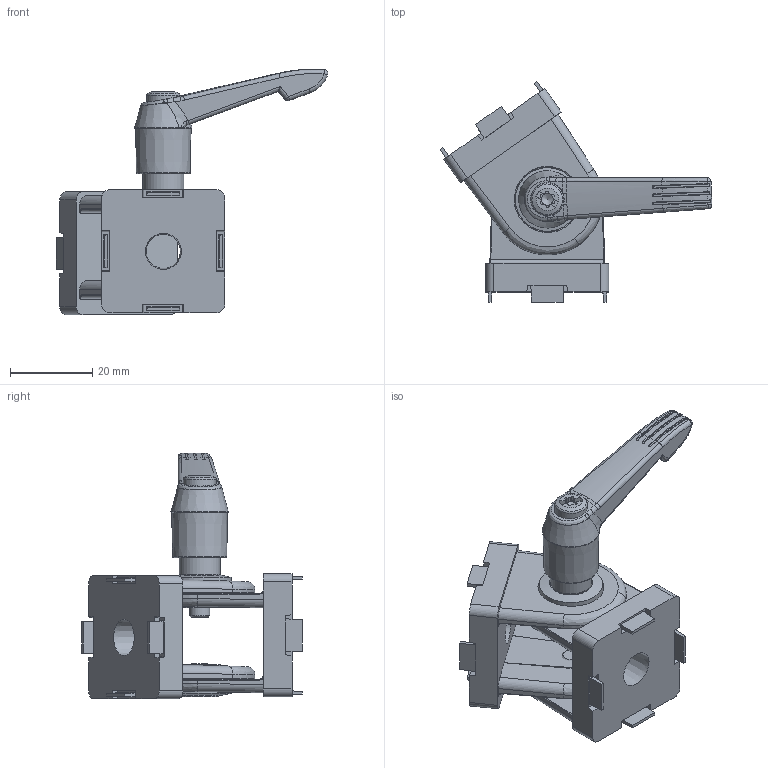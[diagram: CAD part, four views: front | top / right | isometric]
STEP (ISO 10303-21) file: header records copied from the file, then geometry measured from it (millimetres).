
FILE_DESCRIPTION(/* description */ ('KriTec Gelenk 8 30x30 mit Klemmhebel'),/* implementation_level */ '2;1');
FILE_NAME(/* name */ '13619_KriTec_Gelenk_8_30x30_mit_Klemmhebel.stp',/* time_stamp */ '2020-02-07T16:12:06+01:00',/* author */ ('Nell'),/* organization */ (''),/* preprocessor_version */ 'ST-DEVELOPER v17',/* originating_system */ 'Autodesk Inventor 2018',/* authorisation */ '');
FILE_SCHEMA (('AUTOMOTIVE_DESIGN { 1 0 10303 214 3 1 1 }'));
Length unit declared in the file: millimetre
Products named in the file (8): 13619; 13619_2; 13619_5; 13619_6; 13619_7; 13619_3; 13619_4; 13619_1
Assembly tree (10 placements, depth 3):
  13619
    13619_2  x2
    13619_5
      13619_6
      13619_7
    13619_3  x2
    13619_4  x2
    13619_1
Bounding box: 66.18 x 53.72 x 59.89 mm (x, y, z)
Volume: 24637.9 mm3; surface area: 17930 mm2
Topology: 9 solids, 10 shells, 453 faces, 1154 edges, 742 vertices
Faces by surface type: plane 182, bspline 114, cylinder 88, torus 27, cone 27, sphere 15
Full cylindrical faces by diameter (mm): 4.2 x1, 4.4 x1, 5 x2, 7 x1, 7.5 x2, 8 x1, 8.2 x1, 9 x1, 9.4 x1, 10 x2, 11.2 x2, 14 x2, 14.2 x2, 15.5 x2, 21.8 x2, 22 x2
Entity records: 14825 total; most frequent: CARTESIAN_POINT 6566, ORIENTED_EDGE 1750, DIRECTION 1640, EDGE_CURVE 875, AXIS2_PLACEMENT_3D 671, VERTEX_POINT 558, CIRCLE 383, EDGE_LOOP 375
